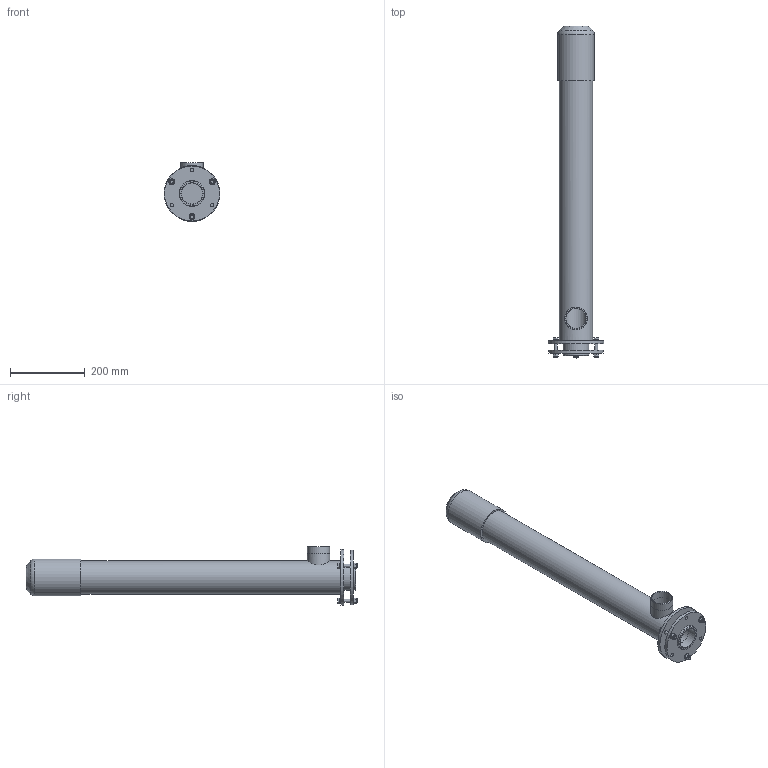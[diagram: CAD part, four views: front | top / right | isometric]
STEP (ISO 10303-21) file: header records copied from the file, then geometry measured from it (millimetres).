
FILE_DESCRIPTION(/* description */ ('','CAx-IF Rec.Pracs.---Representation and Presentation of Product Manufacturing Information (PMI)---4.0---2014-10-13'),/* implementation_level */ '2;1');
FILE_NAME(/* name */ '52129_VarioJet55_20.stp',/* time_stamp */ '2019-10-09T11:15:31+02:00',/* author */ ('guzb562'),/* organization */ (''),/* preprocessor_version */ 'ST-DEVELOPER v17.2',/* originating_system */ 'Autodesk Inventor 2019',/* authorisation */ '');
FILE_SCHEMA (('AP242_MANAGED_MODEL_BASED_3D_ENGINEERING_MIM_LF { 1 0 10303 442 1 1 4 }'));
Length unit declared in the file: millimetre
Products named in the file (1): 37663_VarioJet55_20
Bounding box: 150 x 889.41 x 157.9 mm (x, y, z)
Volume: 3905766.8 mm3; surface area: 521291.7 mm2
Topology: 3 solids, 3 shells, 363 faces, 1179 edges, 1110 vertices
Faces by surface type: plane 230, bspline 78, cylinder 45, cone 5, torus 5
Full cylindrical faces by diameter (mm): 7.981 x6, 9 x6, 12.48 x3, 14.801 x3, 16 x6, 46.491 x1, 54 x1, 54.227 x1, 56.176 x2, 56.6 x1, 57 x1, 59.6 x3, 60.3 x1, 69 x2, 89 x1, 98.923 x1, 147 x1, 150 x1
Entity records: 14002 total; most frequent: CARTESIAN_POINT 4363, ORIENTED_EDGE 1830, DIRECTION 1583, EDGE_CURVE 915, VERTEX_POINT 609, LINE 575, VECTOR 575, AXIS2_PLACEMENT_3D 504
